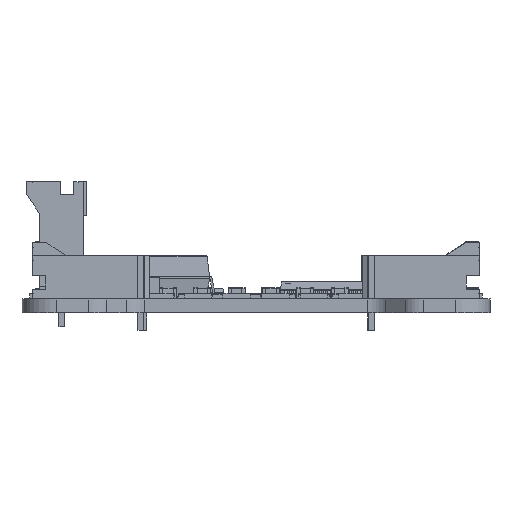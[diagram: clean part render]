
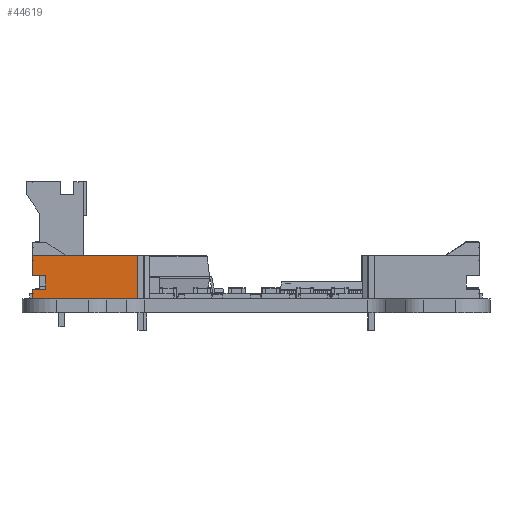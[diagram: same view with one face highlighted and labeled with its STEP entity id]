
A CAD part, left-side view. The second image highlights one B-rep face of the part: STEP entity #44619.
In plain terms, the highlighted face is planar.
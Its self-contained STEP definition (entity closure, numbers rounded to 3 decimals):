
#40417 = VERTEX_POINT('',#40418);
#40418 = CARTESIAN_POINT('',(10.095,-2.54,0.));
#40424 = EDGE_CURVE('',#40425,#40417,#40427,.T.);
#40425 = VERTEX_POINT('',#40426);
#40426 = CARTESIAN_POINT('',(10.095,-1.39,0.));
#40427 = LINE('',#40428,#40429);
#40428 = CARTESIAN_POINT('',(10.095,-1.39,0.));
#40429 = VECTOR('',#40430,1.);
#40430 = DIRECTION('',(0.,-1.,0.));
#40504 = VERTEX_POINT('',#40505);
#40505 = CARTESIAN_POINT('',(10.095,0.13,0.));
#40511 = EDGE_CURVE('',#40512,#40504,#40514,.T.);
#40512 = VERTEX_POINT('',#40513);
#40513 = CARTESIAN_POINT('',(10.095,2.54,0.));
#40514 = LINE('',#40515,#40516);
#40515 = CARTESIAN_POINT('',(10.095,2.54,0.));
#40516 = VECTOR('',#40517,1.);
#40517 = DIRECTION('',(0.,-1.,0.));
#40975 = VERTEX_POINT('',#40976);
#40976 = CARTESIAN_POINT('',(10.095,-2.54,-12.255));
#40982 = EDGE_CURVE('',#40417,#40975,#40983,.T.);
#40983 = LINE('',#40984,#40985);
#40984 = CARTESIAN_POINT('',(10.095,-2.54,0.));
#40985 = VECTOR('',#40986,1.);
#40986 = DIRECTION('',(0.,0.,-1.));
#44600 = VERTEX_POINT('',#44601);
#44601 = CARTESIAN_POINT('',(10.095,0.13,-1.52));
#44607 = EDGE_CURVE('',#40504,#44600,#44608,.T.);
#44608 = LINE('',#44609,#44610);
#44609 = CARTESIAN_POINT('',(10.095,0.13,0.));
#44610 = VECTOR('',#44611,1.);
#44611 = DIRECTION('',(0.,0.,-1.));
#44619 = ADVANCED_FACE('',(#44620),#44654,.T.);
#44620 = FACE_BOUND('',#44621,.T.);
#44621 = EDGE_LOOP('',(#44622,#44630,#44631,#44632,#44640,#44646,#44647,
    #44648));
#44622 = ORIENTED_EDGE('',*,*,#44623,.F.);
#44623 = EDGE_CURVE('',#40425,#44624,#44626,.T.);
#44624 = VERTEX_POINT('',#44625);
#44625 = CARTESIAN_POINT('',(10.095,-1.39,-1.52));
#44626 = LINE('',#44627,#44628);
#44627 = CARTESIAN_POINT('',(10.095,-1.39,0.));
#44628 = VECTOR('',#44629,1.);
#44629 = DIRECTION('',(0.,0.,-1.));
#44630 = ORIENTED_EDGE('',*,*,#40424,.T.);
#44631 = ORIENTED_EDGE('',*,*,#40982,.T.);
#44632 = ORIENTED_EDGE('',*,*,#44633,.T.);
#44633 = EDGE_CURVE('',#40975,#44634,#44636,.T.);
#44634 = VERTEX_POINT('',#44635);
#44635 = CARTESIAN_POINT('',(10.095,2.54,-12.255));
#44636 = LINE('',#44637,#44638);
#44637 = CARTESIAN_POINT('',(10.095,-2.54,-12.255));
#44638 = VECTOR('',#44639,1.);
#44639 = DIRECTION('',(0.,1.,0.));
#44640 = ORIENTED_EDGE('',*,*,#44641,.T.);
#44641 = EDGE_CURVE('',#44634,#40512,#44642,.T.);
#44642 = LINE('',#44643,#44644);
#44643 = CARTESIAN_POINT('',(10.095,2.54,-12.255));
#44644 = VECTOR('',#44645,1.);
#44645 = DIRECTION('',(0.,0.,1.));
#44646 = ORIENTED_EDGE('',*,*,#40511,.T.);
#44647 = ORIENTED_EDGE('',*,*,#44607,.T.);
#44648 = ORIENTED_EDGE('',*,*,#44649,.F.);
#44649 = EDGE_CURVE('',#44624,#44600,#44650,.T.);
#44650 = LINE('',#44651,#44652);
#44651 = CARTESIAN_POINT('',(10.095,-1.39,-1.52));
#44652 = VECTOR('',#44653,1.);
#44653 = DIRECTION('',(0.,1.,0.));
#44654 = PLANE('',#44655);
#44655 = AXIS2_PLACEMENT_3D('',#44656,#44657,#44658);
#44656 = CARTESIAN_POINT('',(10.095,0.,0.));
#44657 = DIRECTION('',(1.,0.,0.));
#44658 = DIRECTION('',(-0.,1.,0.));
